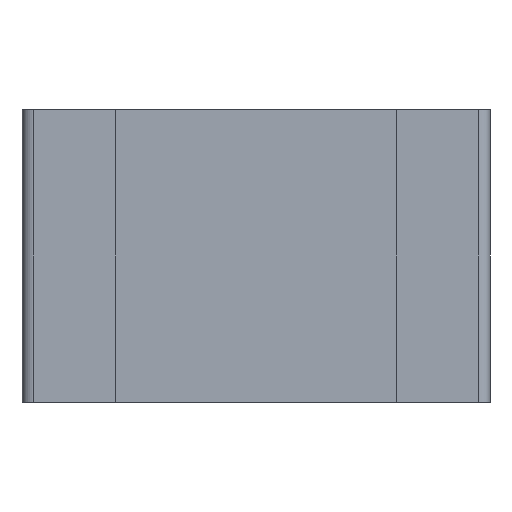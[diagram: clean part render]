
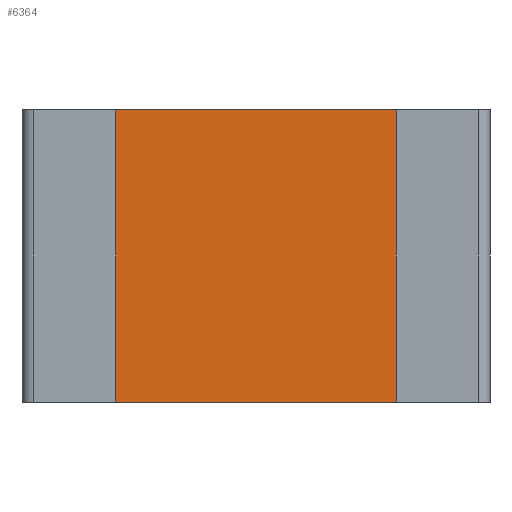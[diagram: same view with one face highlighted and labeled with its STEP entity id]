
A CAD part, front view. The second image highlights one B-rep face of the part: STEP entity #6364.
In plain terms, the highlighted planar face has unit normal (0, -1, 0).
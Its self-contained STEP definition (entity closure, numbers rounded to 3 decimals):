
#128 = DIRECTION ( 'NONE',  ( 0., 0., 1. ) ) ;
#389 = ORIENTED_EDGE ( 'NONE', *, *, #3612, .F. ) ;
#596 = DIRECTION ( 'NONE',  ( -1., 0., 0. ) ) ;
#878 = CARTESIAN_POINT ( 'NONE',  ( -0.95, 0.05, 0.625 ) ) ;
#954 = CARTESIAN_POINT ( 'NONE',  ( 0.95, 0.05, 0.625 ) ) ;
#1344 = VECTOR ( 'NONE', #1518, 1000. ) ;
#1518 = DIRECTION ( 'NONE',  ( 1., 0., 0. ) ) ;
#1627 = CARTESIAN_POINT ( 'NONE',  ( -0.95, 0.05, -0.625 ) ) ;
#2279 = LINE ( 'NONE', #4418, #2280 ) ;
#2280 = VECTOR ( 'NONE', #6111, 1000. ) ;
#2616 = CARTESIAN_POINT ( 'NONE',  ( 0., 0.05, 0. ) ) ;
#2740 = ORIENTED_EDGE ( 'NONE', *, *, #2853, .F. ) ;
#2853 = EDGE_CURVE ( 'NONE', #6470, #5547, #3323, .T. ) ;
#3141 = EDGE_LOOP ( 'NONE', ( #6750, #2740, #6218, #389 ) ) ;
#3314 = AXIS2_PLACEMENT_3D ( 'NONE', #2616, #6078, #128 ) ;
#3323 = LINE ( 'NONE', #1627, #6905 ) ;
#3607 = CARTESIAN_POINT ( 'NONE',  ( -0.95, 0.05, 0.625 ) ) ;
#3612 = EDGE_CURVE ( 'NONE', #6083, #5085, #5833, .T. ) ;
#3728 = LINE ( 'NONE', #4223, #5982 ) ;
#4053 = CARTESIAN_POINT ( 'NONE',  ( -0.95, 0.05, -0.625 ) ) ;
#4223 = CARTESIAN_POINT ( 'NONE',  ( 0.95, 0.05, -0.625 ) ) ;
#4418 = CARTESIAN_POINT ( 'NONE',  ( -0.95, 0.05, -0.625 ) ) ;
#5085 = VERTEX_POINT ( 'NONE', #954 ) ;
#5547 = VERTEX_POINT ( 'NONE', #4053 ) ;
#5602 = CARTESIAN_POINT ( 'NONE',  ( 0.95, 0.05, -0.625 ) ) ;
#5833 = LINE ( 'NONE', #3607, #1344 ) ;
#5932 = PLANE ( 'NONE',  #3314 ) ;
#5982 = VECTOR ( 'NONE', #6400, 1000. ) ;
#6078 = DIRECTION ( 'NONE',  ( 0., 1., 0. ) ) ;
#6083 = VERTEX_POINT ( 'NONE', #878 ) ;
#6111 = DIRECTION ( 'NONE',  ( 0., 0., 1. ) ) ;
#6218 = ORIENTED_EDGE ( 'NONE', *, *, #6528, .F. ) ;
#6364 = ADVANCED_FACE ( 'NONE', ( #6380 ), #5932, .F. ) ;
#6380 = FACE_OUTER_BOUND ( 'NONE', #3141, .T. ) ;
#6400 = DIRECTION ( 'NONE',  ( 0., 0., -1. ) ) ;
#6470 = VERTEX_POINT ( 'NONE', #5602 ) ;
#6528 = EDGE_CURVE ( 'NONE', #5085, #6470, #3728, .T. ) ;
#6640 = EDGE_CURVE ( 'NONE', #5547, #6083, #2279, .T. ) ;
#6750 = ORIENTED_EDGE ( 'NONE', *, *, #6640, .F. ) ;
#6905 = VECTOR ( 'NONE', #596, 1000. ) ;
